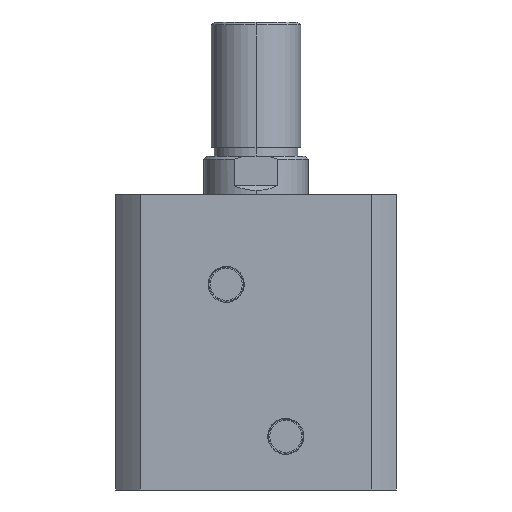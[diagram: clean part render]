
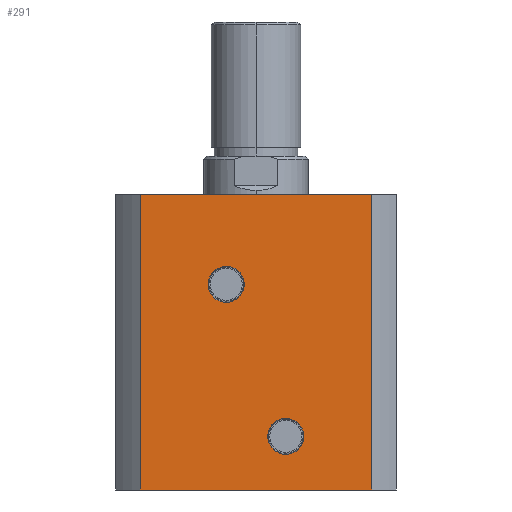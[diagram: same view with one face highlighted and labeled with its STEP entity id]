
A CAD part, left-side view. The second image highlights one B-rep face of the part: STEP entity #291.
In plain terms, the highlighted planar face has unit normal (-1, 0, 0).
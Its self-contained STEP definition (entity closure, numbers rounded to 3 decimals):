
#87 = VERTEX_POINT ( 'NONE', #2102 ) ;
#291 = ADVANCED_FACE ( 'NONE', ( #3818, #3815, #3828 ), #2283, .F. ) ;
#404 = CARTESIAN_POINT ( 'NONE',  ( -47., 38.884, 99. ) ) ;
#432 = CARTESIAN_POINT ( 'NONE',  ( -47., -38.884, 0. ) ) ;
#456 = CARTESIAN_POINT ( 'NONE',  ( -47., 10., 75.06 ) ) ;
#460 = CARTESIAN_POINT ( 'NONE',  ( -47., -10., 11.94 ) ) ;
#526 = DIRECTION ( 'NONE',  ( 0., -1., 0. ) ) ;
#530 = CARTESIAN_POINT ( 'NONE',  ( -47., 0., 99. ) ) ;
#534 = CARTESIAN_POINT ( 'NONE',  ( -47., -38.884, 99. ) ) ;
#535 = DIRECTION ( 'NONE',  ( 0., 0., -1. ) ) ;
#536 = CARTESIAN_POINT ( 'NONE',  ( -47., 0., 0. ) ) ;
#537 = CARTESIAN_POINT ( 'NONE',  ( -47., 38.884, 99. ) ) ;
#538 = DIRECTION ( 'NONE',  ( 0., -1., 0. ) ) ;
#539 = CARTESIAN_POINT ( 'NONE',  ( -47., -10., 18. ) ) ;
#540 = DIRECTION ( 'NONE',  ( -1., 0., 0. ) ) ;
#541 = DIRECTION ( 'NONE',  ( 0., 0., 1. ) ) ;
#542 = DIRECTION ( 'NONE',  ( 0., 0., -1. ) ) ;
#543 = CARTESIAN_POINT ( 'NONE',  ( -47., 10., 69. ) ) ;
#544 = DIRECTION ( 'NONE',  ( -1., 0., 0. ) ) ;
#545 = DIRECTION ( 'NONE',  ( 0., 0., 1. ) ) ;
#819 = CARTESIAN_POINT ( 'NONE',  ( -47., -10., 24.06 ) ) ;
#822 = CARTESIAN_POINT ( 'NONE',  ( -47., 10., 62.94 ) ) ;
#832 = CARTESIAN_POINT ( 'NONE',  ( -47., -38.884, 99. ) ) ;
#1111 = CARTESIAN_POINT ( 'NONE',  ( -47., 10., 69. ) ) ;
#1112 = DIRECTION ( 'NONE',  ( -1., 0., 0. ) ) ;
#1113 = DIRECTION ( 'NONE',  ( 0., 0., 1. ) ) ;
#1131 = CARTESIAN_POINT ( 'NONE',  ( -47., -10., 18. ) ) ;
#1132 = DIRECTION ( 'NONE',  ( -1., 0., 0. ) ) ;
#1133 = DIRECTION ( 'NONE',  ( 0., 0., 1. ) ) ;
#1407 = LINE ( 'NONE', #530, #1414 ) ;
#1412 = CIRCLE ( 'NONE', #2748, 6.06 ) ;
#1413 = LINE ( 'NONE', #534, #1416 ) ;
#1414 = VECTOR ( 'NONE', #526, 1000. ) ;
#1415 = LINE ( 'NONE', #536, #1418 ) ;
#1416 = VECTOR ( 'NONE', #535, 1000. ) ;
#1417 = CIRCLE ( 'NONE', #2749, 6.06 ) ;
#1418 = VECTOR ( 'NONE', #538, 1000. ) ;
#1421 = LINE ( 'NONE', #537, #1423 ) ;
#1423 = VECTOR ( 'NONE', #542, 1000. ) ;
#1731 = CIRCLE ( 'NONE', #2844, 6.06 ) ;
#1743 = CIRCLE ( 'NONE', #2848, 6.06 ) ;
#1852 = VERTEX_POINT ( 'NONE', #404 ) ;
#1881 = VERTEX_POINT ( 'NONE', #432 ) ;
#1905 = VERTEX_POINT ( 'NONE', #456 ) ;
#1909 = VERTEX_POINT ( 'NONE', #460 ) ;
#2102 = CARTESIAN_POINT ( 'NONE',  ( -47., 38.884, 0. ) ) ;
#2276 = DIRECTION ( 'NONE',  ( 1., 0., 0. ) ) ;
#2281 = CARTESIAN_POINT ( 'NONE',  ( -47., 0., 99. ) ) ;
#2283 = PLANE ( 'NONE',  #2667 ) ;
#2285 = DIRECTION ( 'NONE',  ( 0., 1., 0. ) ) ;
#2579 = EDGE_CURVE ( 'NONE', #1852, #3122, #1407, .T. ) ;
#2580 = EDGE_CURVE ( 'NONE', #3122, #1881, #1413, .T. ) ;
#2581 = EDGE_CURVE ( 'NONE', #87, #1881, #1415, .T. ) ;
#2582 = EDGE_CURVE ( 'NONE', #3109, #1909, #1412, .T. ) ;
#2583 = EDGE_CURVE ( 'NONE', #1905, #3112, #1417, .T. ) ;
#2585 = EDGE_CURVE ( 'NONE', #1852, #87, #1421, .T. ) ;
#2667 = AXIS2_PLACEMENT_3D ( 'NONE', #2281, #2276, #2285 ) ;
#2748 = AXIS2_PLACEMENT_3D ( 'NONE', #539, #540, #541 ) ;
#2749 = AXIS2_PLACEMENT_3D ( 'NONE', #543, #544, #545 ) ;
#2844 = AXIS2_PLACEMENT_3D ( 'NONE', #1111, #1112, #1113 ) ;
#2848 = AXIS2_PLACEMENT_3D ( 'NONE', #1131, #1132, #1133 ) ;
#3033 = EDGE_LOOP ( 'NONE', ( #3325, #3326 ) ) ;
#3034 = EDGE_LOOP ( 'NONE', ( #3327, #3328 ) ) ;
#3037 = EDGE_LOOP ( 'NONE', ( #3329, #3333, #3336, #3345 ) ) ;
#3109 = VERTEX_POINT ( 'NONE', #819 ) ;
#3112 = VERTEX_POINT ( 'NONE', #822 ) ;
#3122 = VERTEX_POINT ( 'NONE', #832 ) ;
#3325 = ORIENTED_EDGE ( 'NONE', *, *, #2583, .F. ) ;
#3326 = ORIENTED_EDGE ( 'NONE', *, *, #3746, .F. ) ;
#3327 = ORIENTED_EDGE ( 'NONE', *, *, #2582, .F. ) ;
#3328 = ORIENTED_EDGE ( 'NONE', *, *, #3754, .F. ) ;
#3329 = ORIENTED_EDGE ( 'NONE', *, *, #2581, .T. ) ;
#3333 = ORIENTED_EDGE ( 'NONE', *, *, #2580, .F. ) ;
#3336 = ORIENTED_EDGE ( 'NONE', *, *, #2579, .F. ) ;
#3345 = ORIENTED_EDGE ( 'NONE', *, *, #2585, .T. ) ;
#3746 = EDGE_CURVE ( 'NONE', #3112, #1905, #1731, .T. ) ;
#3754 = EDGE_CURVE ( 'NONE', #1909, #3109, #1743, .T. ) ;
#3815 = FACE_BOUND ( 'NONE', #3034, .T. ) ;
#3818 = FACE_BOUND ( 'NONE', #3033, .T. ) ;
#3828 = FACE_OUTER_BOUND ( 'NONE', #3037, .T. ) ;
